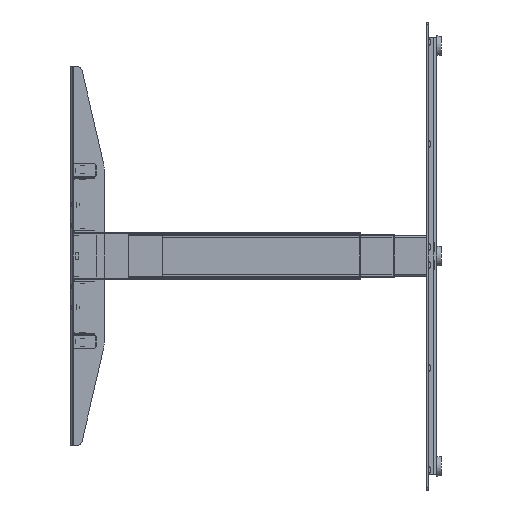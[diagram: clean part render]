
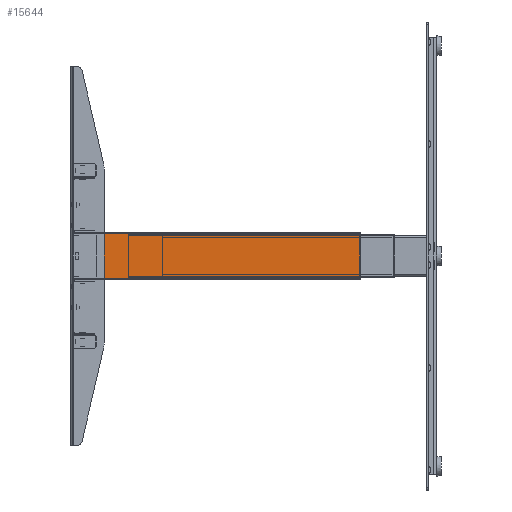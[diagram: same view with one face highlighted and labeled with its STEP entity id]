
A CAD part, left-side view. The second image highlights one B-rep face of the part: STEP entity #15644.
In plain terms, the highlighted planar face has unit normal (-1, 0, 0).
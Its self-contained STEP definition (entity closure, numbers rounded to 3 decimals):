
#1565 = VERTEX_POINT ( 'NONE', #63574 ) ;
#3866 = DIRECTION ( 'NONE',  ( 0., -1., 0. ) ) ;
#4368 = CIRCLE ( 'NONE', #65959, 0.5 ) ;
#5739 = CARTESIAN_POINT ( 'NONE',  ( -1993., 700.5, -42.5 ) ) ;
#6424 = CARTESIAN_POINT ( 'NONE',  ( -1993., 155.5, 42.5 ) ) ;
#7050 = DIRECTION ( 'NONE',  ( -1., 0., 0. ) ) ;
#8639 = VECTOR ( 'NONE', #26381, 1000. ) ;
#12184 = CIRCLE ( 'NONE', #14257, 0.5 ) ;
#12997 = VERTEX_POINT ( 'NONE', #118720 ) ;
#14257 = AXIS2_PLACEMENT_3D ( 'NONE', #20488, #101717, #19829 ) ;
#14342 = EDGE_CURVE ( 'NONE', #35478, #32122, #117257, .T. ) ;
#15644 = ADVANCED_FACE ( 'NONE', ( #40574, #71871 ), #113178, .F. ) ;
#16274 = DIRECTION ( 'NONE',  ( 0., 0., -1. ) ) ;
#16414 = DIRECTION ( 'NONE',  ( 0., 1., 0. ) ) ;
#16599 = CARTESIAN_POINT ( 'NONE',  ( -1993., 690.5, -7. ) ) ;
#16610 = CARTESIAN_POINT ( 'NONE',  ( -1993., 700.5, -42.5 ) ) ;
#18772 = ORIENTED_EDGE ( 'NONE', *, *, #14342, .F. ) ;
#19829 = DIRECTION ( 'NONE',  ( 0., 0., 1. ) ) ;
#20488 = CARTESIAN_POINT ( 'NONE',  ( -1993., 694.5, 6.5 ) ) ;
#21929 = DIRECTION ( 'NONE',  ( 1., 0., 0. ) ) ;
#22253 = ORIENTED_EDGE ( 'NONE', *, *, #110444, .F. ) ;
#22570 = CARTESIAN_POINT ( 'NONE',  ( -1993., 155.5, -42.5 ) ) ;
#23223 = EDGE_CURVE ( 'NONE', #50918, #69667, #36711, .T. ) ;
#25399 = CARTESIAN_POINT ( 'NONE',  ( -1993., 690., 6.5 ) ) ;
#25446 = ORIENTED_EDGE ( 'NONE', *, *, #114597, .F. ) ;
#26381 = DIRECTION ( 'NONE',  ( 0., 0., 1. ) ) ;
#26445 = VECTOR ( 'NONE', #45748, 1000. ) ;
#29344 = CARTESIAN_POINT ( 'NONE',  ( -1993., 690.5, -6.5 ) ) ;
#30648 = DIRECTION ( 'NONE',  ( 0., 0., 1. ) ) ;
#32122 = VERTEX_POINT ( 'NONE', #53719 ) ;
#34170 = EDGE_CURVE ( 'NONE', #105376, #81225, #4368, .T. ) ;
#35325 = DIRECTION ( 'NONE',  ( 0., 1., 0. ) ) ;
#35478 = VERTEX_POINT ( 'NONE', #94222 ) ;
#35714 = AXIS2_PLACEMENT_3D ( 'NONE', #62541, #41252, #83850 ) ;
#36711 = LINE ( 'NONE', #76673, #122863 ) ;
#40574 = FACE_BOUND ( 'NONE', #49918, .T. ) ;
#41144 = ORIENTED_EDGE ( 'NONE', *, *, #34170, .F. ) ;
#41252 = DIRECTION ( 'NONE',  ( -1., 0., 0. ) ) ;
#44495 = EDGE_CURVE ( 'NONE', #1565, #35478, #91052, .T. ) ;
#45748 = DIRECTION ( 'NONE',  ( 0., 0., -1. ) ) ;
#46477 = VECTOR ( 'NONE', #3866, 1000. ) ;
#47336 = EDGE_CURVE ( 'NONE', #69667, #59861, #106984, .T. ) ;
#48120 = CARTESIAN_POINT ( 'NONE',  ( -1993., 700.5, 42.5 ) ) ;
#48483 = ORIENTED_EDGE ( 'NONE', *, *, #65683, .F. ) ;
#49185 = CARTESIAN_POINT ( 'NONE',  ( -1993., 155.5, 42.5 ) ) ;
#49918 = EDGE_LOOP ( 'NONE', ( #18772, #54162, #22253, #48483, #25446, #41144, #92545, #128439 ) ) ;
#50918 = VERTEX_POINT ( 'NONE', #92057 ) ;
#50994 = CARTESIAN_POINT ( 'NONE',  ( -1993., 695., -6.5 ) ) ;
#52334 = VECTOR ( 'NONE', #66012, 1000. ) ;
#53719 = CARTESIAN_POINT ( 'NONE',  ( -1993., 694.5, 7. ) ) ;
#54048 = CARTESIAN_POINT ( 'NONE',  ( -1993., 694.5, -7. ) ) ;
#54162 = ORIENTED_EDGE ( 'NONE', *, *, #44495, .F. ) ;
#57991 = DIRECTION ( 'NONE',  ( 0., 1., 0. ) ) ;
#58859 = VECTOR ( 'NONE', #16414, 1000. ) ;
#59861 = VERTEX_POINT ( 'NONE', #48120 ) ;
#60094 = ORIENTED_EDGE ( 'NONE', *, *, #23223, .F. ) ;
#60445 = VERTEX_POINT ( 'NONE', #99149 ) ;
#61618 = VERTEX_POINT ( 'NONE', #49185 ) ;
#61836 = EDGE_CURVE ( 'NONE', #61618, #50918, #94422, .T. ) ;
#62163 = AXIS2_PLACEMENT_3D ( 'NONE', #22570, #21929, #62515 ) ;
#62515 = DIRECTION ( 'NONE',  ( 0., 0., -1. ) ) ;
#62541 = CARTESIAN_POINT ( 'NONE',  ( -1993., 690.5, 6.5 ) ) ;
#63574 = CARTESIAN_POINT ( 'NONE',  ( -1993., 690., 6.5 ) ) ;
#64167 = VECTOR ( 'NONE', #16274, 1000. ) ;
#65683 = EDGE_CURVE ( 'NONE', #120629, #60445, #75671, .T. ) ;
#65959 = AXIS2_PLACEMENT_3D ( 'NONE', #67626, #7050, #74995 ) ;
#66012 = DIRECTION ( 'NONE',  ( 0., 0., 1. ) ) ;
#66133 = EDGE_CURVE ( 'NONE', #61618, #59861, #88355, .T. ) ;
#67626 = CARTESIAN_POINT ( 'NONE',  ( -1993., 694.5, -6.5 ) ) ;
#69667 = VERTEX_POINT ( 'NONE', #16610 ) ;
#71871 = FACE_OUTER_BOUND ( 'NONE', #126121, .T. ) ;
#73957 = CARTESIAN_POINT ( 'NONE',  ( -1993., 694.5, 7. ) ) ;
#74995 = DIRECTION ( 'NONE',  ( 0., 0., 1. ) ) ;
#75671 = CIRCLE ( 'NONE', #99167, 0.5 ) ;
#76673 = CARTESIAN_POINT ( 'NONE',  ( -1993., 155.5, -42.5 ) ) ;
#81225 = VERTEX_POINT ( 'NONE', #54048 ) ;
#83850 = DIRECTION ( 'NONE',  ( 0., 0., 1. ) ) ;
#84406 = CARTESIAN_POINT ( 'NONE',  ( -1993., 155.5, -42.5 ) ) ;
#88355 = LINE ( 'NONE', #6424, #58859 ) ;
#91052 = CIRCLE ( 'NONE', #35714, 0.5 ) ;
#92057 = CARTESIAN_POINT ( 'NONE',  ( -1993., 155.5, -42.5 ) ) ;
#92545 = ORIENTED_EDGE ( 'NONE', *, *, #127289, .F. ) ;
#92880 = ORIENTED_EDGE ( 'NONE', *, *, #61836, .F. ) ;
#94222 = CARTESIAN_POINT ( 'NONE',  ( -1993., 690.5, 7. ) ) ;
#94422 = LINE ( 'NONE', #84406, #26445 ) ;
#94991 = ORIENTED_EDGE ( 'NONE', *, *, #47336, .F. ) ;
#96027 = VECTOR ( 'NONE', #35325, 1000. ) ;
#99149 = CARTESIAN_POINT ( 'NONE',  ( -1993., 690., -6.5 ) ) ;
#99167 = AXIS2_PLACEMENT_3D ( 'NONE', #29344, #110601, #30648 ) ;
#101522 = ORIENTED_EDGE ( 'NONE', *, *, #66133, .T. ) ;
#101717 = DIRECTION ( 'NONE',  ( -1., 0., 0. ) ) ;
#104444 = LINE ( 'NONE', #105767, #46477 ) ;
#105376 = VERTEX_POINT ( 'NONE', #50994 ) ;
#105767 = CARTESIAN_POINT ( 'NONE',  ( -1993., 690.5, -7. ) ) ;
#106984 = LINE ( 'NONE', #5739, #8639 ) ;
#107540 = LINE ( 'NONE', #108187, #64167 ) ;
#108187 = CARTESIAN_POINT ( 'NONE',  ( -1993., 695., -6.5 ) ) ;
#109813 = EDGE_CURVE ( 'NONE', #32122, #12997, #12184, .T. ) ;
#110444 = EDGE_CURVE ( 'NONE', #60445, #1565, #126074, .T. ) ;
#110601 = DIRECTION ( 'NONE',  ( -1., 0., 0. ) ) ;
#113178 = PLANE ( 'NONE',  #62163 ) ;
#114597 = EDGE_CURVE ( 'NONE', #81225, #120629, #104444, .T. ) ;
#117257 = LINE ( 'NONE', #73957, #96027 ) ;
#118720 = CARTESIAN_POINT ( 'NONE',  ( -1993., 695., 6.5 ) ) ;
#120629 = VERTEX_POINT ( 'NONE', #16599 ) ;
#122863 = VECTOR ( 'NONE', #57991, 1000. ) ;
#126074 = LINE ( 'NONE', #25399, #52334 ) ;
#126121 = EDGE_LOOP ( 'NONE', ( #101522, #94991, #60094, #92880 ) ) ;
#127289 = EDGE_CURVE ( 'NONE', #12997, #105376, #107540, .T. ) ;
#128439 = ORIENTED_EDGE ( 'NONE', *, *, #109813, .F. ) ;
